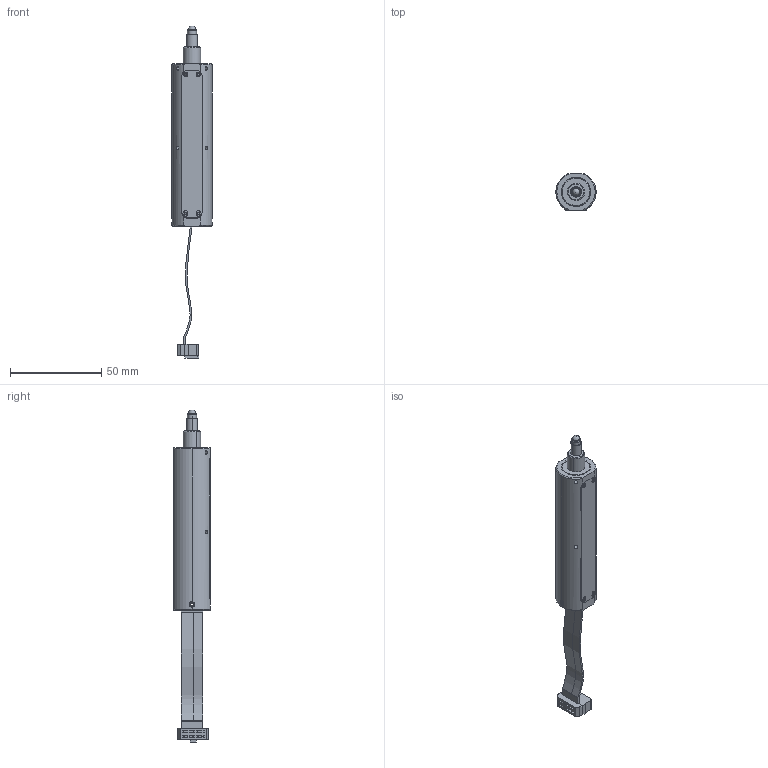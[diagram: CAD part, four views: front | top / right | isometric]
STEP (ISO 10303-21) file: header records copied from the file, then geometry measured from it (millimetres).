
FILE_DESCRIPTION (( 'STEP AP203' ), '1' );
FILE_NAME ('08SMA-6.STEP', '2016-06-02T07:42:09', ( '' ), ( '' ), 'SwSTEP 2.0', 'SolidWorks 2016', '' );
FILE_SCHEMA (( 'CONFIG_CONTROL_DESIGN' ));
Products named in the file (1): 08SMA-6
Bounding box: 22 x 20 x 181.99 mm (x, y, z)
Volume: 27248.5 mm3; surface area: 25428.3 mm2
Topology: 20 solids, 22 shells, 1510 faces, 3969 edges, 2606 vertices
Faces by surface type: plane 735, bspline 494, cylinder 237, cone 28, torus 10, sphere 6
Entity records: 64644 total; most frequent: CARTESIAN_POINT 30445, ORIENTED_EDGE 7904, DIRECTION 5373, EDGE_CURVE 3952, VERTEX_POINT 2599, LINE 2359, VECTOR 2359, EDGE_LOOP 1709
